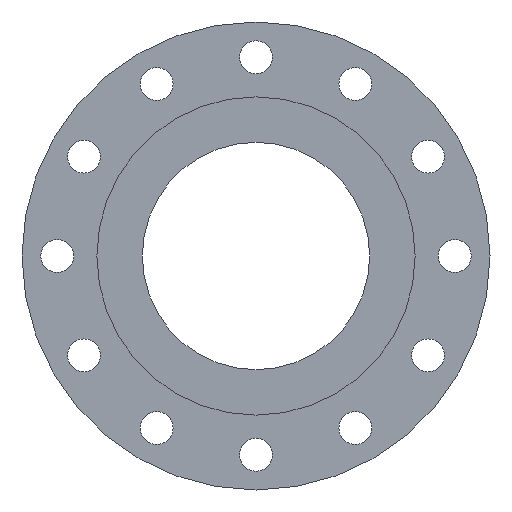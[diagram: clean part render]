
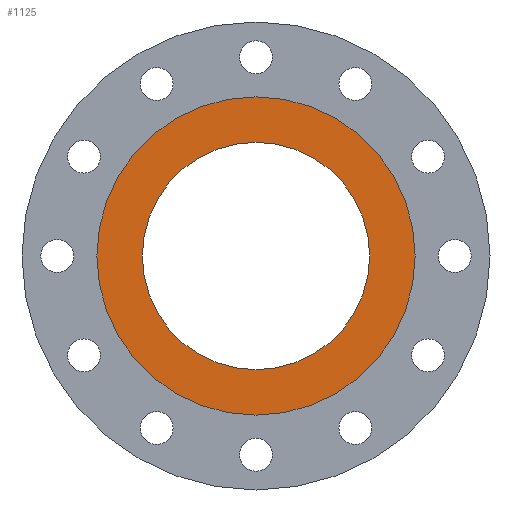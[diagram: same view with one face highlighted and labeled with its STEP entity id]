
A CAD part, front view. The second image highlights one B-rep face of the part: STEP entity #1125.
In plain terms, the highlighted planar face has unit normal (0, -1, 0).
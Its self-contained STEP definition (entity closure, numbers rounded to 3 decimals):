
#50 = CIRCLE ( 'NONE', #501, 107.95 ) ;
#87 = ORIENTED_EDGE ( 'NONE', *, *, #645, .T. ) ;
#101 = AXIS2_PLACEMENT_3D ( 'NONE', #106, #565, #229 ) ;
#106 = CARTESIAN_POINT ( 'NONE',  ( 0., 0., 77.1 ) ) ;
#109 = ORIENTED_EDGE ( 'NONE', *, *, #271, .F. ) ;
#115 = AXIS2_PLACEMENT_3D ( 'NONE', #921, #469, #1390 ) ;
#144 = EDGE_LOOP ( 'NONE', ( #669, #87 ) ) ;
#145 = CARTESIAN_POINT ( 'NONE',  ( 0., 0., 77.1 ) ) ;
#147 = CARTESIAN_POINT ( 'NONE',  ( 0., 0., 0. ) ) ;
#191 = CARTESIAN_POINT ( 'NONE',  ( 0., 0., 0. ) ) ;
#203 = EDGE_LOOP ( 'NONE', ( #1392, #109 ) ) ;
#222 = FACE_OUTER_BOUND ( 'NONE', #203, .T. ) ;
#229 = DIRECTION ( 'NONE',  ( 0., 0., -1. ) ) ;
#271 = EDGE_CURVE ( 'NONE', #554, #1101, #50, .T. ) ;
#381 = VERTEX_POINT ( 'NONE', #145 ) ;
#469 = DIRECTION ( 'NONE',  ( 0., 1., 0. ) ) ;
#481 = DIRECTION ( 'NONE',  ( 0., 1., 0. ) ) ;
#501 = AXIS2_PLACEMENT_3D ( 'NONE', #701, #549, #1010 ) ;
#549 = DIRECTION ( 'NONE',  ( 0., 1., 0. ) ) ;
#554 = VERTEX_POINT ( 'NONE', #760 ) ;
#565 = DIRECTION ( 'NONE',  ( 0., -1., 0. ) ) ;
#622 = CIRCLE ( 'NONE', #115, 77.1 ) ;
#645 = EDGE_CURVE ( 'NONE', #1152, #381, #622, .T. ) ;
#648 = AXIS2_PLACEMENT_3D ( 'NONE', #191, #1220, #1120 ) ;
#669 = ORIENTED_EDGE ( 'NONE', *, *, #1178, .T. ) ;
#682 = PLANE ( 'NONE',  #101 ) ;
#701 = CARTESIAN_POINT ( 'NONE',  ( 0., 0., 0. ) ) ;
#742 = CIRCLE ( 'NONE', #1155, 77.1 ) ;
#760 = CARTESIAN_POINT ( 'NONE',  ( 0., 0., -107.95 ) ) ;
#921 = CARTESIAN_POINT ( 'NONE',  ( 0., 0., 0. ) ) ;
#933 = CARTESIAN_POINT ( 'NONE',  ( 0., 0., 107.95 ) ) ;
#1010 = DIRECTION ( 'NONE',  ( 0., 0., 1. ) ) ;
#1101 = VERTEX_POINT ( 'NONE', #933 ) ;
#1120 = DIRECTION ( 'NONE',  ( 0., 0., 1. ) ) ;
#1125 = ADVANCED_FACE ( 'NONE', ( #1257, #222 ), #682, .T. ) ;
#1152 = VERTEX_POINT ( 'NONE', #1403 ) ;
#1155 = AXIS2_PLACEMENT_3D ( 'NONE', #147, #481, #1301 ) ;
#1178 = EDGE_CURVE ( 'NONE', #381, #1152, #742, .T. ) ;
#1220 = DIRECTION ( 'NONE',  ( 0., 1., 0. ) ) ;
#1257 = FACE_BOUND ( 'NONE', #144, .T. ) ;
#1301 = DIRECTION ( 'NONE',  ( 0., 0., 1. ) ) ;
#1333 = EDGE_CURVE ( 'NONE', #1101, #554, #1416, .T. ) ;
#1390 = DIRECTION ( 'NONE',  ( 0., 0., 1. ) ) ;
#1392 = ORIENTED_EDGE ( 'NONE', *, *, #1333, .F. ) ;
#1403 = CARTESIAN_POINT ( 'NONE',  ( 0., 0., -77.1 ) ) ;
#1416 = CIRCLE ( 'NONE', #648, 107.95 ) ;
